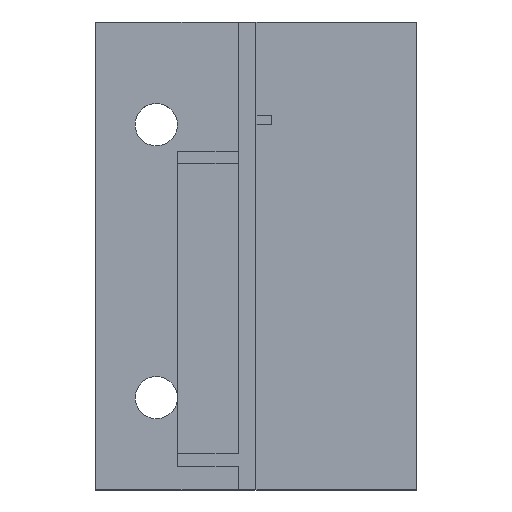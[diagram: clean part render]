
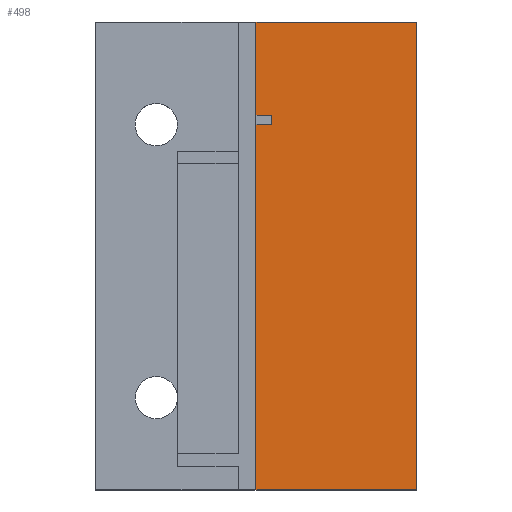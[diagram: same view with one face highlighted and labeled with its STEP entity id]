
A CAD part, top view. The second image highlights one B-rep face of the part: STEP entity #498.
In plain terms, the highlighted planar face has unit normal (0, 0, 1).
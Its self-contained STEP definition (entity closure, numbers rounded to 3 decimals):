
#46=FACE_OUTER_BOUND('',#75,.T.);
#75=EDGE_LOOP('',(#420,#421,#422,#423));
#126=LINE('',#773,#189);
#135=LINE('',#790,#198);
#136=LINE('',#792,#199);
#137=LINE('',#793,#200);
#189=VECTOR('',#637,10.);
#198=VECTOR('',#652,10.);
#199=VECTOR('',#653,10.);
#200=VECTOR('',#654,10.);
#241=VERTEX_POINT('',#771);
#242=VERTEX_POINT('',#772);
#247=VERTEX_POINT('',#789);
#248=VERTEX_POINT('',#791);
#300=EDGE_CURVE('',#241,#242,#126,.T.);
#309=EDGE_CURVE('',#242,#247,#135,.T.);
#310=EDGE_CURVE('',#247,#248,#136,.T.);
#311=EDGE_CURVE('',#248,#241,#137,.T.);
#420=ORIENTED_EDGE('',*,*,#300,.T.);
#421=ORIENTED_EDGE('',*,*,#309,.T.);
#422=ORIENTED_EDGE('',*,*,#310,.T.);
#423=ORIENTED_EDGE('',*,*,#311,.T.);
#472=PLANE('',#542);
#498=ADVANCED_FACE('',(#46),#472,.T.);
#542=AXIS2_PLACEMENT_3D('',#788,#650,#651);
#637=DIRECTION('',(0.,-1.,0.));
#650=DIRECTION('center_axis',(0.,0.,1.));
#651=DIRECTION('ref_axis',(1.,0.,0.));
#652=DIRECTION('',(1.,0.,0.));
#653=DIRECTION('',(0.,1.,0.));
#654=DIRECTION('',(-1.,0.,0.));
#771=CARTESIAN_POINT('',(26.432,76.837,3.));
#772=CARTESIAN_POINT('',(26.432,-0.205,3.));
#773=CARTESIAN_POINT('',(26.432,19.055,3.));
#788=CARTESIAN_POINT('Origin',(26.432,38.316,3.));
#789=CARTESIAN_POINT('',(52.864,-0.205,3.));
#790=CARTESIAN_POINT('',(52.864,-0.205,3.));
#791=CARTESIAN_POINT('',(52.864,76.837,3.));
#792=CARTESIAN_POINT('',(52.864,76.837,3.));
#793=CARTESIAN_POINT('',(0.,76.837,3.));
